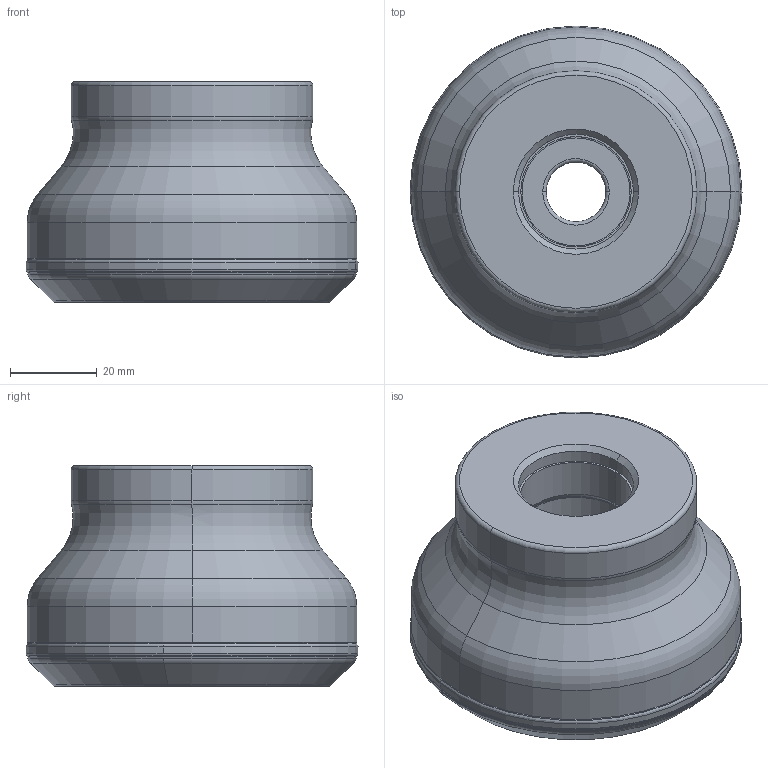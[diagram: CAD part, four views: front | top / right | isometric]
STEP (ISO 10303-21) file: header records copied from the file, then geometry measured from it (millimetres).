
FILE_DESCRIPTION(/* description */ (''),/* implementation_level */ '2;1');
FILE_NAME(/* name */ 'WSX445UR2506CA_IR0_047.stp',/* time_stamp */ '2023-03-06T13:44:45+09:00',/* author */ (''),/* organization */ (''),/* preprocessor_version */ 'ST-DEVELOPER v16',/* originating_system */ 'SIEMENS PLM Software NX 10.0',/* authorisation */ '');
FILE_SCHEMA (('AUTOMOTIVE_DESIGN { 1 0 10303 214 3 1 1 1 }'));
Length unit declared in the file: millimetre
Products named in the file (1): WSX445UR2506CA_IR0_047_ASM_3_ASM
Bounding box: 76.35 x 76.35 x 50.8 mm (x, y, z)
Volume: 168512.8 mm3; surface area: 28961.1 mm2
Topology: 2 solids, 2 shells, 131 faces, 349 edges, 261 vertices
Faces by surface type: revolution 48, torus 42, cone 16, cylinder 16, plane 7, bspline 2
Entity records: 5697 total; most frequent: CARTESIAN_POINT 2255, DIRECTION 738, ORIENTED_EDGE 628, AXIS2_PLACEMENT_3D 328, EDGE_CURVE 314, CIRCLE 239, VERTEX_POINT 190, EDGE_LOOP 138
